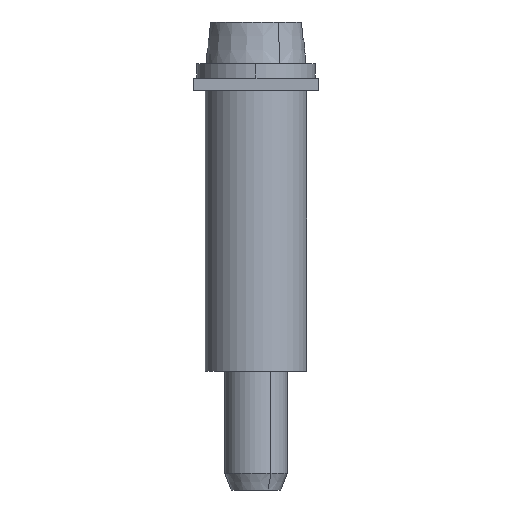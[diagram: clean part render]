
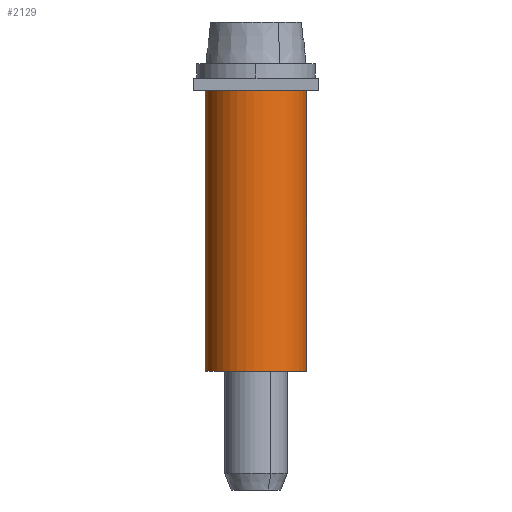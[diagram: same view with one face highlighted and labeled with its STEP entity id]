
A CAD part, left-side view. The second image highlights one B-rep face of the part: STEP entity #2129.
In plain terms, the highlighted cylindrical face has radius 2.45 mm (diameter 4.9 mm), a partial arc.
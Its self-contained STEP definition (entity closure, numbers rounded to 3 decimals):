
#2096=AXIS2_PLACEMENT_3D('Circle Axis2P3D',#2094,#2095,$) ;
#2109=AXIS2_PLACEMENT_3D('Cylinder Axis2P3D',#2106,#2107,#2108) ;
#2113=AXIS2_PLACEMENT_3D('Circle Axis2P3D',#2111,#2112,$) ;
#2020=CARTESIAN_POINT('Vertex',(2.702,0.555,5.7)) ;
#2036=CARTESIAN_POINT('Vertex',(2.702,0.555,19.2)) ;
#2039=CARTESIAN_POINT('Line Origine',(2.702,0.555,12.45)) ;
#2091=CARTESIAN_POINT('Vertex',(2.998,0.555,19.2)) ;
#2094=CARTESIAN_POINT('Axis2P3D Location',(2.85,3.,19.2)) ;
#2106=CARTESIAN_POINT('Axis2P3D Location',(2.85,3.,12.45)) ;
#2111=CARTESIAN_POINT('Axis2P3D Location',(2.85,3.,5.7)) ;
#2115=CARTESIAN_POINT('Vertex',(2.998,0.555,5.7)) ;
#2118=CARTESIAN_POINT('Line Origine',(2.998,0.555,12.45)) ;
#2040=DIRECTION('Vector Direction',(0.,0.,-1.)) ;
#2095=DIRECTION('Axis2P3D Direction',(0.,0.,1.)) ;
#2107=DIRECTION('Axis2P3D Direction',(0.,0.,1.)) ;
#2108=DIRECTION('Axis2P3D XDirection',(0.061,-0.998,0.)) ;
#2112=DIRECTION('Axis2P3D Direction',(0.,0.,1.)) ;
#2119=DIRECTION('Vector Direction',(0.,0.,1.)) ;
#2041=VECTOR('Line Direction',#2040,1.) ;
#2120=VECTOR('Line Direction',#2119,1.) ;
#2124=ORIENTED_EDGE('',*,*,#2117,.T.) ;
#2125=ORIENTED_EDGE('',*,*,#2043,.F.) ;
#2126=ORIENTED_EDGE('',*,*,#2098,.F.) ;
#2127=ORIENTED_EDGE('',*,*,#2122,.T.) ;
#2129=ADVANCED_FACE('VH_13.5_4.9_3.3_SAK4.1\\Body.2',(#2128),#2110,.T.) ;
#2097=CIRCLE('generated circle',#2096,2.45) ;
#2114=CIRCLE('generated circle',#2113,2.45) ;
#2110=CYLINDRICAL_SURFACE('generated cylinder',#2109,2.45) ;
#2043=EDGE_CURVE('',#2037,#2021,#2042,.T.) ;
#2098=EDGE_CURVE('',#2092,#2037,#2097,.T.) ;
#2117=EDGE_CURVE('',#2116,#2021,#2114,.T.) ;
#2122=EDGE_CURVE('',#2092,#2116,#2121,.F.) ;
#2123=EDGE_LOOP('',(#2124,#2125,#2126,#2127)) ;
#2128=FACE_OUTER_BOUND('',#2123,.T.) ;
#2042=LINE('Line',#2039,#2041) ;
#2121=LINE('Line',#2118,#2120) ;
#2021=VERTEX_POINT('',#2020) ;
#2037=VERTEX_POINT('',#2036) ;
#2092=VERTEX_POINT('',#2091) ;
#2116=VERTEX_POINT('',#2115) ;
